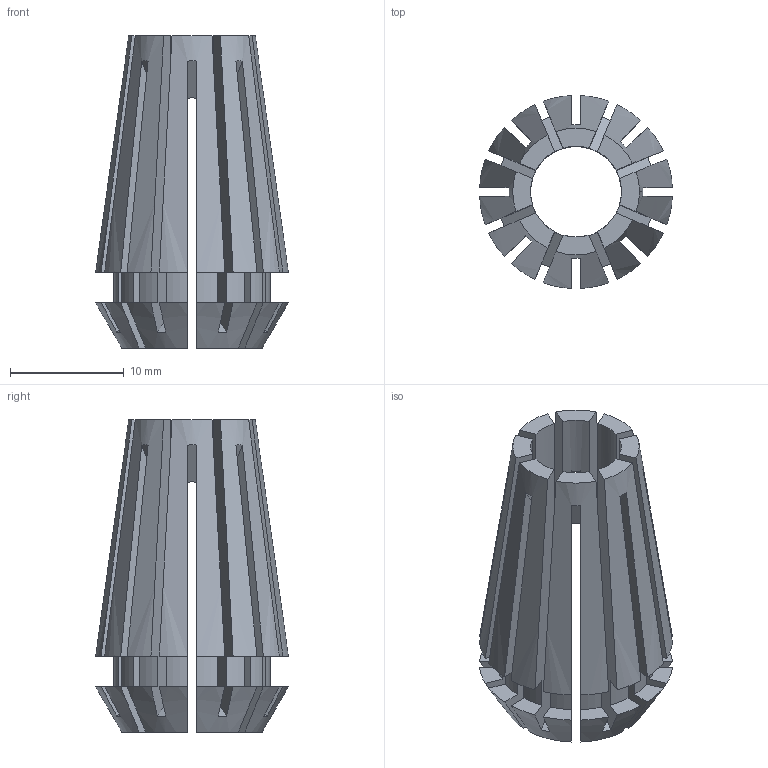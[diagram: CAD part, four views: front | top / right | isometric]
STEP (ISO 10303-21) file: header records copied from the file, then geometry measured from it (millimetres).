
FILE_DESCRIPTION(('FreeCAD Model'),'2;1');
FILE_NAME('ER16_Collet_d8.step','2020-07-01T23:45:05',(''),(''), 'Open CASCADE STEP processor 7.3','FreeCAD','Unknown');
FILE_SCHEMA(('AUTOMOTIVE_DESIGN { 1 0 10303 214 1 1 1 1 }'));
Length unit declared in the file: millimetre
Products named in the file (1): Collet_d8
Bounding box: 16.98 x 16.98 x 27.5 mm (x, y, z)
Volume: 1991.8 mm3; surface area: 4065.4 mm2
Topology: 1 solids, 1 shells, 130 faces, 390 edges, 260 vertices
Faces by surface type: plane 96, cone 17, cylinder 17
Full cylindrical faces by diameter (mm): 8 x1
Entity records: 4515 total; most frequent: DIRECTION 848, CARTESIAN_POINT 781, ORIENTED_EDGE 780, EDGE_CURVE 390, AXIS2_PLACEMENT_3D 327, VERTEX_POINT 260, LINE 194, VECTOR 194
